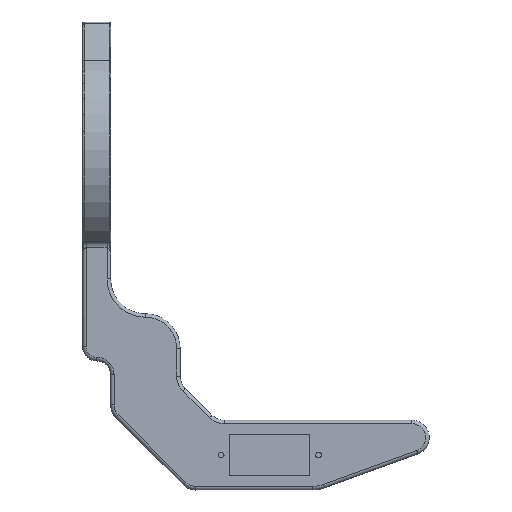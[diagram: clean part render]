
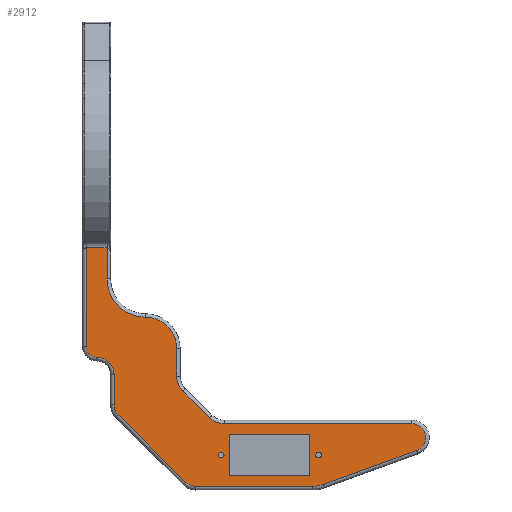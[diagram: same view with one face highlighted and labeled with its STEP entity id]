
A CAD part, top view. The second image highlights one B-rep face of the part: STEP entity #2912.
In plain terms, the highlighted planar face has unit normal (0, 0, 1).
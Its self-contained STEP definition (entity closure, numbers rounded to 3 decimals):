
#33=FACE_BOUND('',#931,.T.);
#34=FACE_BOUND('',#932,.T.);
#35=FACE_BOUND('',#933,.T.);
#126=PLANE('',#3310);
#160=LINE('',#4377,#336);
#198=LINE('',#5582,#374);
#261=LINE('',#6046,#437);
#262=LINE('',#6054,#438);
#263=LINE('',#6063,#439);
#264=LINE('',#6071,#440);
#266=LINE('',#6083,#442);
#268=LINE('',#6095,#444);
#269=LINE('',#6108,#445);
#270=LINE('',#6115,#446);
#287=LINE('',#6154,#463);
#290=LINE('',#6160,#466);
#293=LINE('',#6166,#469);
#295=LINE('',#6169,#471);
#336=VECTOR('',#3440,10.);
#374=VECTOR('',#3600,10.);
#437=VECTOR('',#4035,10.);
#438=VECTOR('',#4046,10.);
#439=VECTOR('',#4059,10.);
#440=VECTOR('',#4070,10.);
#442=VECTOR('',#4084,10.);
#444=VECTOR('',#4098,10.);
#445=VECTOR('',#4117,10.);
#446=VECTOR('',#4128,10.);
#463=VECTOR('',#4181,10.);
#466=VECTOR('',#4186,10.);
#469=VECTOR('',#4191,10.);
#471=VECTOR('',#4195,10.);
#736=FACE_OUTER_BOUND('',#930,.T.);
#930=EDGE_LOOP('',(#2614,#2615,#2616,#2617,#2618,#2619,#2620,#2621,#2622,
#2623,#2624,#2625,#2626,#2627,#2628,#2629,#2630,#2631,#2632,#2633));
#931=EDGE_LOOP('',(#2634));
#932=EDGE_LOOP('',(#2635));
#933=EDGE_LOOP('',(#2636,#2637,#2638,#2639));
#972=CIRCLE('',#2980,9.);
#1116=CIRCLE('',#3237,6.);
#1119=CIRCLE('',#3242,6.);
#1123=CIRCLE('',#3248,3.977);
#1126=CIRCLE('',#3253,9.);
#1130=CIRCLE('',#3259,4.);
#1134=CIRCLE('',#3265,4.);
#1138=CIRCLE('',#3271,5.);
#1141=CIRCLE('',#3275,3.);
#1143=CIRCLE('',#3279,11.);
#1146=CIRCLE('',#3305,0.83);
#1148=CIRCLE('',#3308,0.83);
#1180=VERTEX_POINT('',#4326);
#1183=VERTEX_POINT('',#4331);
#1200=VERTEX_POINT('',#4376);
#1267=VERTEX_POINT('',#5172);
#1268=VERTEX_POINT('',#5347);
#1367=VERTEX_POINT('',#6039);
#1368=VERTEX_POINT('',#6044);
#1369=VERTEX_POINT('',#6048);
#1370=VERTEX_POINT('',#6052);
#1371=VERTEX_POINT('',#6056);
#1372=VERTEX_POINT('',#6061);
#1373=VERTEX_POINT('',#6065);
#1374=VERTEX_POINT('',#6069);
#1375=VERTEX_POINT('',#6073);
#1377=VERTEX_POINT('',#6079);
#1379=VERTEX_POINT('',#6085);
#1381=VERTEX_POINT('',#6091);
#1383=VERTEX_POINT('',#6097);
#1385=VERTEX_POINT('',#6103);
#1386=VERTEX_POINT('',#6110);
#1387=VERTEX_POINT('',#6147);
#1390=VERTEX_POINT('',#6152);
#1392=VERTEX_POINT('',#6158);
#1394=VERTEX_POINT('',#6164);
#1396=VERTEX_POINT('',#6173);
#1398=VERTEX_POINT('',#6179);
#1436=EDGE_CURVE('',#1183,#1180,#972,.T.);
#1458=EDGE_CURVE('',#1180,#1200,#160,.T.);
#1573=EDGE_CURVE('',#1267,#1268,#198,.T.);
#1748=EDGE_CURVE('',#1200,#1367,#1116,.T.);
#1750=EDGE_CURVE('',#1367,#1368,#261,.T.);
#1752=EDGE_CURVE('',#1368,#1369,#1119,.T.);
#1754=EDGE_CURVE('',#1369,#1370,#262,.T.);
#1757=EDGE_CURVE('',#1370,#1371,#1123,.T.);
#1759=EDGE_CURVE('',#1371,#1372,#263,.T.);
#1761=EDGE_CURVE('',#1372,#1373,#1126,.T.);
#1763=EDGE_CURVE('',#1373,#1374,#264,.T.);
#1766=EDGE_CURVE('',#1374,#1375,#1130,.T.);
#1769=EDGE_CURVE('',#1375,#1377,#266,.T.);
#1772=EDGE_CURVE('',#1377,#1379,#1134,.T.);
#1775=EDGE_CURVE('',#1379,#1381,#268,.T.);
#1778=EDGE_CURVE('',#1381,#1383,#1138,.T.);
#1781=EDGE_CURVE('',#1383,#1385,#1141,.T.);
#1782=EDGE_CURVE('',#1385,#1267,#269,.T.);
#1784=EDGE_CURVE('',#1386,#1183,#1143,.T.);
#1786=EDGE_CURVE('',#1268,#1386,#270,.T.);
#1803=EDGE_CURVE('',#1387,#1390,#287,.T.);
#1806=EDGE_CURVE('',#1390,#1392,#290,.T.);
#1809=EDGE_CURVE('',#1392,#1394,#293,.T.);
#1811=EDGE_CURVE('',#1394,#1387,#295,.T.);
#1814=EDGE_CURVE('',#1396,#1396,#1146,.T.);
#1817=EDGE_CURVE('',#1398,#1398,#1148,.T.);
#2614=ORIENTED_EDGE('',*,*,#1436,.F.);
#2615=ORIENTED_EDGE('',*,*,#1784,.F.);
#2616=ORIENTED_EDGE('',*,*,#1786,.F.);
#2617=ORIENTED_EDGE('',*,*,#1573,.F.);
#2618=ORIENTED_EDGE('',*,*,#1782,.F.);
#2619=ORIENTED_EDGE('',*,*,#1781,.F.);
#2620=ORIENTED_EDGE('',*,*,#1778,.F.);
#2621=ORIENTED_EDGE('',*,*,#1775,.F.);
#2622=ORIENTED_EDGE('',*,*,#1772,.F.);
#2623=ORIENTED_EDGE('',*,*,#1769,.F.);
#2624=ORIENTED_EDGE('',*,*,#1766,.F.);
#2625=ORIENTED_EDGE('',*,*,#1763,.F.);
#2626=ORIENTED_EDGE('',*,*,#1761,.F.);
#2627=ORIENTED_EDGE('',*,*,#1759,.F.);
#2628=ORIENTED_EDGE('',*,*,#1757,.F.);
#2629=ORIENTED_EDGE('',*,*,#1754,.F.);
#2630=ORIENTED_EDGE('',*,*,#1752,.F.);
#2631=ORIENTED_EDGE('',*,*,#1750,.F.);
#2632=ORIENTED_EDGE('',*,*,#1748,.F.);
#2633=ORIENTED_EDGE('',*,*,#1458,.F.);
#2634=ORIENTED_EDGE('',*,*,#1814,.T.);
#2635=ORIENTED_EDGE('',*,*,#1817,.T.);
#2636=ORIENTED_EDGE('',*,*,#1811,.T.);
#2637=ORIENTED_EDGE('',*,*,#1803,.T.);
#2638=ORIENTED_EDGE('',*,*,#1806,.T.);
#2639=ORIENTED_EDGE('',*,*,#1809,.T.);
#2912=ADVANCED_FACE('',(#736,#33,#34,#35),#126,.T.);
#2980=AXIS2_PLACEMENT_3D('',#4333,#3400,#3401);
#3237=AXIS2_PLACEMENT_3D('',#6042,#4029,#4030);
#3242=AXIS2_PLACEMENT_3D('',#6050,#4040,#4041);
#3248=AXIS2_PLACEMENT_3D('',#6059,#4053,#4054);
#3253=AXIS2_PLACEMENT_3D('',#6067,#4064,#4065);
#3259=AXIS2_PLACEMENT_3D('',#6077,#4077,#4078);
#3265=AXIS2_PLACEMENT_3D('',#6089,#4091,#4092);
#3271=AXIS2_PLACEMENT_3D('',#6101,#4105,#4106);
#3275=AXIS2_PLACEMENT_3D('',#6106,#4113,#4114);
#3279=AXIS2_PLACEMENT_3D('',#6112,#4122,#4123);
#3305=AXIS2_PLACEMENT_3D('',#6175,#4201,#4202);
#3308=AXIS2_PLACEMENT_3D('',#6181,#4208,#4209);
#3310=AXIS2_PLACEMENT_3D('',#6183,#4212,#4213);
#3400=DIRECTION('center_axis',(0.,0.,-1.));
#3401=DIRECTION('ref_axis',(0.707,0.707,0.));
#3440=DIRECTION('',(0.,-1.,0.));
#3600=DIRECTION('',(1.,0.,0.));
#4029=DIRECTION('center_axis',(0.,0.,1.));
#4030=DIRECTION('ref_axis',(-0.924,-0.383,0.));
#4035=DIRECTION('',(0.707,-0.707,0.));
#4040=DIRECTION('center_axis',(0.,0.,1.));
#4041=DIRECTION('ref_axis',(-0.383,-0.924,0.));
#4046=DIRECTION('',(1.,0.,0.));
#4053=DIRECTION('center_axis',(0.,0.,-1.));
#4054=DIRECTION('ref_axis',(0.985,0.173,0.));
#4059=DIRECTION('',(-0.94,-0.342,0.));
#4064=DIRECTION('center_axis',(0.,0.,-1.));
#4065=DIRECTION('ref_axis',(0.173,-0.985,0.));
#4070=DIRECTION('',(-1.,0.,0.));
#4077=DIRECTION('center_axis',(0.,0.,-1.));
#4078=DIRECTION('ref_axis',(-0.383,-0.924,0.));
#4084=DIRECTION('',(-0.707,0.707,0.));
#4091=DIRECTION('center_axis',(0.,0.,-1.));
#4092=DIRECTION('ref_axis',(-0.924,-0.383,0.));
#4098=DIRECTION('',(0.,1.,0.));
#4105=DIRECTION('center_axis',(0.,0.,1.));
#4106=DIRECTION('ref_axis',(0.707,0.707,0.));
#4113=DIRECTION('center_axis',(0.,0.,-1.));
#4114=DIRECTION('ref_axis',(-0.707,-0.707,0.));
#4117=DIRECTION('',(0.,1.,0.));
#4122=DIRECTION('center_axis',(0.,0.,1.));
#4123=DIRECTION('ref_axis',(-0.707,-0.707,0.));
#4128=DIRECTION('',(0.,-1.,0.));
#4181=DIRECTION('',(1.,0.,0.));
#4186=DIRECTION('',(0.,-1.,0.));
#4191=DIRECTION('',(-1.,0.,0.));
#4195=DIRECTION('',(0.,1.,0.));
#4201=DIRECTION('center_axis',(0.,0.,-1.));
#4202=DIRECTION('ref_axis',(-1.,0.,0.));
#4208=DIRECTION('center_axis',(0.,0.,-1.));
#4209=DIRECTION('ref_axis',(-1.,0.,0.));
#4212=DIRECTION('center_axis',(0.,0.,1.));
#4213=DIRECTION('ref_axis',(1.,0.,0.));
#4326=CARTESIAN_POINT('',(-1.,-10.,5.));
#4331=CARTESIAN_POINT('',(-10.,-1.,5.));
#4333=CARTESIAN_POINT('Origin',(-10.,-10.,5.));
#4376=CARTESIAN_POINT('',(-1.,-17.929,5.));
#4377=CARTESIAN_POINT('',(-1.,-21.616,5.));
#5172=CARTESIAN_POINT('',(-27.,18.971,5.));
#5347=CARTESIAN_POINT('',(-21.,18.971,5.));
#5582=CARTESIAN_POINT('',(-20.,18.971,5.));
#6039=CARTESIAN_POINT('',(0.757,-22.172,5.));
#6042=CARTESIAN_POINT('Origin',(5.,-17.929,5.));
#6044=CARTESIAN_POINT('',(8.435,-29.849,5.));
#6046=CARTESIAN_POINT('',(11.64,-33.055,5.));
#6048=CARTESIAN_POINT('',(12.678,-31.607,5.));
#6050=CARTESIAN_POINT('Origin',(12.678,-25.607,5.));
#6052=CARTESIAN_POINT('',(66.627,-31.607,5.));
#6054=CARTESIAN_POINT('',(46.215,-31.607,5.));
#6056=CARTESIAN_POINT('',(67.986,-39.321,5.));
#6059=CARTESIAN_POINT('Origin',(66.627,-35.584,5.));
#6061=CARTESIAN_POINT('',(41.181,-49.065,5.));
#6063=CARTESIAN_POINT('',(38.204,-50.147,5.));
#6065=CARTESIAN_POINT('',(38.107,-49.607,5.));
#6067=CARTESIAN_POINT('Origin',(38.107,-40.607,5.));
#6069=CARTESIAN_POINT('',(4.393,-49.607,5.));
#6071=CARTESIAN_POINT('',(15.098,-49.607,5.));
#6073=CARTESIAN_POINT('',(1.565,-48.435,5.));
#6077=CARTESIAN_POINT('Origin',(4.393,-45.607,5.));
#6079=CARTESIAN_POINT('',(-17.828,-29.042,5.));
#6083=CARTESIAN_POINT('',(-7.855,-39.015,5.));
#6085=CARTESIAN_POINT('',(-19.,-26.213,5.));
#6089=CARTESIAN_POINT('Origin',(-15.,-26.213,5.));
#6091=CARTESIAN_POINT('',(-19.,-17.513,5.));
#6095=CARTESIAN_POINT('',(-19.,-12.652,5.));
#6097=CARTESIAN_POINT('',(-24.,-12.513,5.));
#6101=CARTESIAN_POINT('Origin',(-24.,-17.513,5.));
#6103=CARTESIAN_POINT('',(-27.,-9.513,5.));
#6106=CARTESIAN_POINT('Origin',(-24.,-9.513,5.));
#6108=CARTESIAN_POINT('',(-27.,4.943,5.));
#6110=CARTESIAN_POINT('',(-21.,10.,5.));
#6112=CARTESIAN_POINT('Origin',(-10.,10.,5.));
#6115=CARTESIAN_POINT('',(-21.,4.943,5.));
#6147=CARTESIAN_POINT('',(14.042,-34.607,5.));
#6152=CARTESIAN_POINT('',(37.042,-34.607,5.));
#6154=CARTESIAN_POINT('',(31.422,-34.607,5.));
#6158=CARTESIAN_POINT('',(37.042,-46.607,5.));
#6160=CARTESIAN_POINT('',(37.042,-35.955,5.));
#6164=CARTESIAN_POINT('',(14.042,-46.607,5.));
#6166=CARTESIAN_POINT('',(19.922,-46.607,5.));
#6169=CARTESIAN_POINT('',(14.042,-29.955,5.));
#6173=CARTESIAN_POINT('',(10.952,-40.607,5.));
#6175=CARTESIAN_POINT('Origin',(11.782,-40.607,5.));
#6179=CARTESIAN_POINT('',(38.952,-40.607,5.));
#6181=CARTESIAN_POINT('Origin',(39.782,-40.607,5.));
#6183=CARTESIAN_POINT('Origin',(25.802,-25.303,5.));
